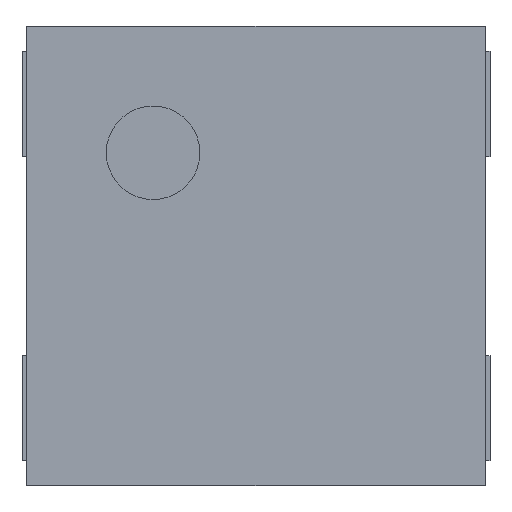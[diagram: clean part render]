
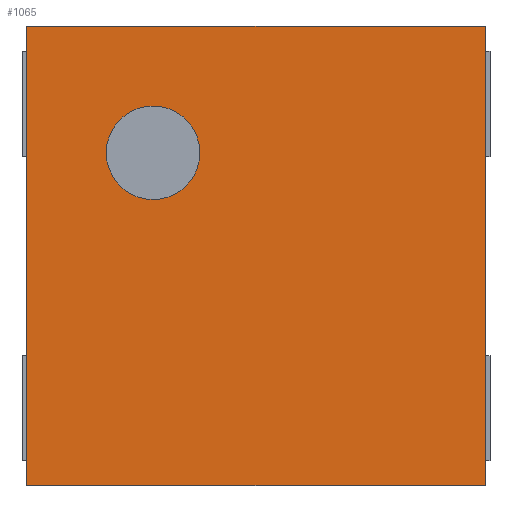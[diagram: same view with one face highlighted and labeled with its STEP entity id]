
A CAD part, top view. The second image highlights one B-rep face of the part: STEP entity #1065.
In plain terms, the highlighted planar face has unit normal (0, 0, 1).
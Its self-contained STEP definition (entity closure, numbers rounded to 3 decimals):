
#365 = VERTEX_POINT('',#366);
#366 = CARTESIAN_POINT('',(0.49,0.49,0.57));
#372 = EDGE_CURVE('',#365,#373,#375,.T.);
#373 = VERTEX_POINT('',#374);
#374 = CARTESIAN_POINT('',(0.49,-0.49,0.57));
#375 = LINE('',#376,#377);
#376 = CARTESIAN_POINT('',(0.49,0.49,0.57));
#377 = VECTOR('',#378,1.);
#378 = DIRECTION('',(0.,-1.,0.));
#683 = VERTEX_POINT('',#684);
#684 = CARTESIAN_POINT('',(-0.49,-0.49,0.57));
#692 = EDGE_CURVE('',#683,#373,#693,.T.);
#693 = LINE('',#694,#695);
#694 = CARTESIAN_POINT('',(-0.49,-0.49,0.57));
#695 = VECTOR('',#696,1.);
#696 = DIRECTION('',(1.,0.,0.));
#708 = VERTEX_POINT('',#709);
#709 = CARTESIAN_POINT('',(-0.49,0.49,0.57));
#715 = EDGE_CURVE('',#708,#683,#716,.T.);
#716 = LINE('',#717,#718);
#717 = CARTESIAN_POINT('',(-0.49,0.49,0.57));
#718 = VECTOR('',#719,1.);
#719 = DIRECTION('',(0.,-1.,0.));
#1021 = EDGE_CURVE('',#708,#365,#1022,.T.);
#1022 = LINE('',#1023,#1024);
#1023 = CARTESIAN_POINT('',(-0.49,0.49,0.57));
#1024 = VECTOR('',#1025,1.);
#1025 = DIRECTION('',(1.,0.,0.));
#1065 = ADVANCED_FACE('',(#1066,#1072),#1083,.T.);
#1066 = FACE_BOUND('',#1067,.T.);
#1067 = EDGE_LOOP('',(#1068,#1069,#1070,#1071));
#1068 = ORIENTED_EDGE('',*,*,#1021,.F.);
#1069 = ORIENTED_EDGE('',*,*,#715,.T.);
#1070 = ORIENTED_EDGE('',*,*,#692,.T.);
#1071 = ORIENTED_EDGE('',*,*,#372,.F.);
#1072 = FACE_BOUND('',#1073,.T.);
#1073 = EDGE_LOOP('',(#1074));
#1074 = ORIENTED_EDGE('',*,*,#1075,.T.);
#1075 = EDGE_CURVE('',#1076,#1076,#1078,.T.);
#1076 = VERTEX_POINT('',#1077);
#1077 = CARTESIAN_POINT('',(-0.22,0.12,0.57));
#1078 = CIRCLE('',#1079,0.1);
#1079 = AXIS2_PLACEMENT_3D('',#1080,#1081,#1082);
#1080 = CARTESIAN_POINT('',(-0.22,0.22,0.57));
#1081 = DIRECTION('',(-0.,0.,-1.));
#1082 = DIRECTION('',(0.,-1.,0.));
#1083 = PLANE('',#1084);
#1084 = AXIS2_PLACEMENT_3D('',#1085,#1086,#1087);
#1085 = CARTESIAN_POINT('',(-0.49,0.49,0.57));
#1086 = DIRECTION('',(0.,0.,1.));
#1087 = DIRECTION('',(0.,-1.,0.));
